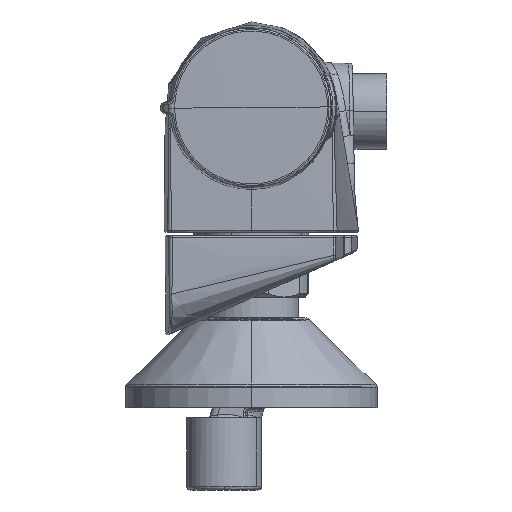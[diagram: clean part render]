
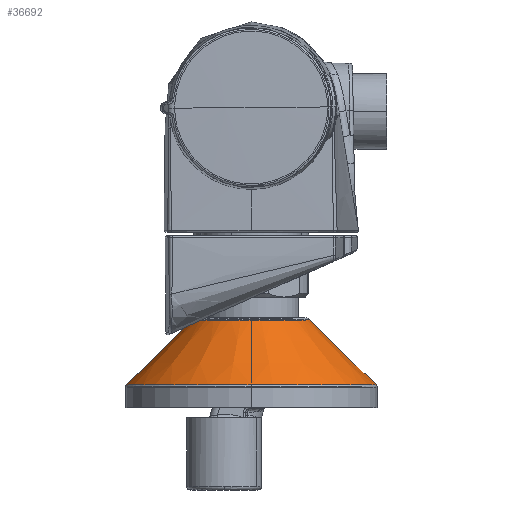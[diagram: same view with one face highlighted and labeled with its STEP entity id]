
A CAD part, left-side view. The second image highlights one B-rep face of the part: STEP entity #36692.
In plain terms, the highlighted conical face has half-angle 45.496 degrees and reference radius 34.701 mm.
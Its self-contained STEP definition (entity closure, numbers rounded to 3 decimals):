
#103 = EDGE_CURVE ( 'NONE', #9875, #48783, #1270, .T. ) ;
#401 = DIRECTION ( 'NONE',  ( 1., 0., 0. ) ) ;
#729 = DIRECTION ( 'NONE',  ( 0., 0., -1. ) ) ;
#1270 = CIRCLE ( 'NONE', #44728, 34.701 ) ;
#1705 = DIRECTION ( 'NONE',  ( 0., 0., 1. ) ) ;
#1899 = ORIENTED_EDGE ( 'NONE', *, *, #6966, .T. ) ;
#2179 = VECTOR ( 'NONE', #20243, 1000. ) ;
#5504 = ORIENTED_EDGE ( 'NONE', *, *, #29527, .F. ) ;
#5890 = DIRECTION ( 'NONE',  ( 0., 0., 1. ) ) ;
#5916 = CARTESIAN_POINT ( 'NONE',  ( -16.252, -0.025, 11.948 ) ) ;
#6966 = EDGE_CURVE ( 'NONE', #23232, #9875, #8838, .T. ) ;
#8838 = LINE ( 'NONE', #14242, #15943 ) ;
#9365 = DIRECTION ( 'NONE',  ( 1., 0., 0. ) ) ;
#9875 = VERTEX_POINT ( 'NONE', #32794 ) ;
#11445 = CARTESIAN_POINT ( 'NONE',  ( 0., -34.726, -6.185 ) ) ;
#13078 = DIRECTION ( 'NONE',  ( 1., 0., 0. ) ) ;
#13382 = EDGE_CURVE ( 'NONE', #15084, #23232, #41849, .T. ) ;
#13911 = DIRECTION ( 'NONE',  ( 0., 0.713, -0.701 ) ) ;
#14051 = DIRECTION ( 'NONE',  ( 1., 0., 0. ) ) ;
#14069 = DIRECTION ( 'NONE',  ( 0., 0., -1. ) ) ;
#14242 = CARTESIAN_POINT ( 'NONE',  ( 0., 34.676, -6.185 ) ) ;
#15084 = VERTEX_POINT ( 'NONE', #5916 ) ;
#15943 = VECTOR ( 'NONE', #13911, 1000. ) ;
#17056 = EDGE_CURVE ( 'NONE', #48783, #33830, #31678, .T. ) ;
#17316 = CARTESIAN_POINT ( 'NONE',  ( 0., -16.277, 11.948 ) ) ;
#18540 = CONICAL_SURFACE ( 'NONE', #26184, 34.701, 0.794 ) ;
#20243 = DIRECTION ( 'NONE',  ( 0., -0.713, -0.701 ) ) ;
#21835 = EDGE_CURVE ( 'NONE', #44162, #15084, #24447, .T. ) ;
#22054 = DIRECTION ( 'NONE',  ( 0., -1., 0. ) ) ;
#22745 = ORIENTED_EDGE ( 'NONE', *, *, #13382, .T. ) ;
#23232 = VERTEX_POINT ( 'NONE', #40368 ) ;
#23393 = CARTESIAN_POINT ( 'NONE',  ( 0., -0.025, 11.948 ) ) ;
#23830 = AXIS2_PLACEMENT_3D ( 'NONE', #23393, #729, #401 ) ;
#24447 = CIRCLE ( 'NONE', #23830, 16.252 ) ;
#24874 = ORIENTED_EDGE ( 'NONE', *, *, #103, .T. ) ;
#25025 = CARTESIAN_POINT ( 'NONE',  ( 0., -0.025, 11.948 ) ) ;
#26184 = AXIS2_PLACEMENT_3D ( 'NONE', #40725, #14069, #22054 ) ;
#26256 = FACE_OUTER_BOUND ( 'NONE', #45538, .T. ) ;
#26972 = CARTESIAN_POINT ( 'NONE',  ( -34.701, -0.025, -6.185 ) ) ;
#28381 = AXIS2_PLACEMENT_3D ( 'NONE', #25025, #44071, #14051 ) ;
#28643 = CARTESIAN_POINT ( 'NONE',  ( 0., -0.025, -6.185 ) ) ;
#29527 = EDGE_CURVE ( 'NONE', #44162, #33830, #39607, .T. ) ;
#30521 = CARTESIAN_POINT ( 'NONE',  ( 0., -34.726, -6.185 ) ) ;
#30894 = ORIENTED_EDGE ( 'NONE', *, *, #17056, .T. ) ;
#31638 = AXIS2_PLACEMENT_3D ( 'NONE', #28643, #5890, #13078 ) ;
#31678 = CIRCLE ( 'NONE', #31638, 34.701 ) ;
#32238 = CARTESIAN_POINT ( 'NONE',  ( 0., -0.025, -6.185 ) ) ;
#32794 = CARTESIAN_POINT ( 'NONE',  ( 0., 34.676, -6.185 ) ) ;
#33830 = VERTEX_POINT ( 'NONE', #30521 ) ;
#34569 = ORIENTED_EDGE ( 'NONE', *, *, #21835, .T. ) ;
#36692 = ADVANCED_FACE ( 'NONE', ( #26256 ), #18540, .T. ) ;
#39607 = LINE ( 'NONE', #11445, #2179 ) ;
#40368 = CARTESIAN_POINT ( 'NONE',  ( 0., 16.227, 11.948 ) ) ;
#40725 = CARTESIAN_POINT ( 'NONE',  ( 0., -0.025, -6.185 ) ) ;
#41849 = CIRCLE ( 'NONE', #28381, 16.252 ) ;
#44071 = DIRECTION ( 'NONE',  ( 0., 0., -1. ) ) ;
#44162 = VERTEX_POINT ( 'NONE', #17316 ) ;
#44728 = AXIS2_PLACEMENT_3D ( 'NONE', #32238, #1705, #9365 ) ;
#45538 = EDGE_LOOP ( 'NONE', ( #34569, #22745, #1899, #24874, #30894, #5504 ) ) ;
#48783 = VERTEX_POINT ( 'NONE', #26972 ) ;
